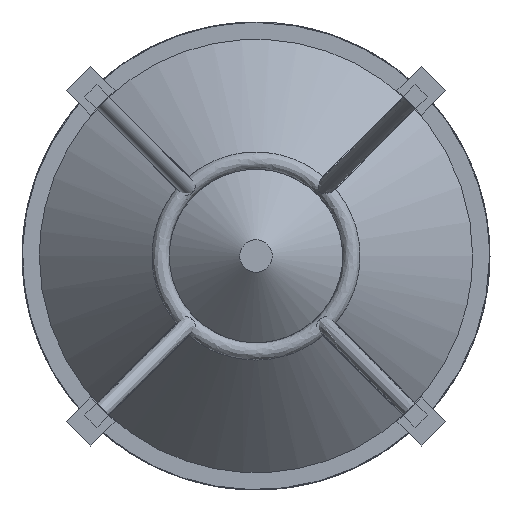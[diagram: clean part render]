
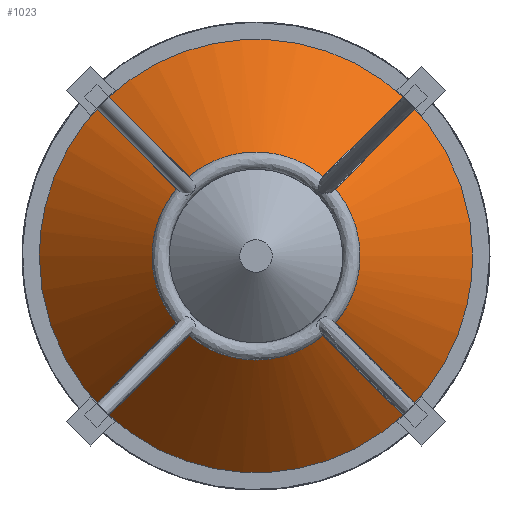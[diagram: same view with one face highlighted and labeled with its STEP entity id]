
A CAD part, front view. The second image highlights one B-rep face of the part: STEP entity #1023.
In plain terms, the highlighted free-form (B-spline) face has degree [2, 1] with [9, 2] control points.
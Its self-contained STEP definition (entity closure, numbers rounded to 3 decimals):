
#184 = EDGE_CURVE('',#185,#187,#189,.T.);
#185 = VERTEX_POINT('',#186);
#186 = CARTESIAN_POINT('',(579.885,649.471,0.));
#187 = VERTEX_POINT('',#188);
#188 = CARTESIAN_POINT('',(-579.885,649.471,
    0.));
#189 = ( BOUNDED_CURVE() B_SPLINE_CURVE(2,(#190,#191,#192,#193,#194),
.UNSPECIFIED.,.F.,.F.) B_SPLINE_CURVE_WITH_KNOTS((3,2,3),(0.,
1.571,3.142),.PIECEWISE_BEZIER_KNOTS.) CURVE() 
GEOMETRIC_REPRESENTATION_ITEM() RATIONAL_B_SPLINE_CURVE((1.,
0.707,1.,0.707,1.)) REPRESENTATION_ITEM('') );
#190 = CARTESIAN_POINT('',(579.885,649.471,0.));
#191 = CARTESIAN_POINT('',(579.885,649.471,
    579.885));
#192 = CARTESIAN_POINT('',(0.,649.471,
    579.885));
#193 = CARTESIAN_POINT('',(-579.885,649.471,
    579.885));
#194 = CARTESIAN_POINT('',(-579.885,649.471,
    0.));
#196 = EDGE_CURVE('',#187,#185,#197,.T.);
#197 = ( BOUNDED_CURVE() B_SPLINE_CURVE(2,(#198,#199,#200,#201,#202),
.UNSPECIFIED.,.F.,.F.) B_SPLINE_CURVE_WITH_KNOTS((3,2,3),(3.142,
4.712,6.283),.PIECEWISE_BEZIER_KNOTS.) CURVE() 
GEOMETRIC_REPRESENTATION_ITEM() RATIONAL_B_SPLINE_CURVE((1.,
0.707,1.,0.707,1.)) REPRESENTATION_ITEM('') );
#198 = CARTESIAN_POINT('',(-579.885,649.471,
    0.));
#199 = CARTESIAN_POINT('',(-579.885,649.471,
    -579.885));
#200 = CARTESIAN_POINT('',(0.,649.471,
    -579.885));
#201 = CARTESIAN_POINT('',(579.885,649.471,
    -579.885));
#202 = CARTESIAN_POINT('',(579.885,649.471,
    0.));
#862 = VERTEX_POINT('',#863);
#863 = CARTESIAN_POINT('',(-238.748,308.334,
    0.));
#864 = VERTEX_POINT('',#865);
#865 = CARTESIAN_POINT('',(0.,308.334,
    238.748));
#1023 = ADVANCED_FACE('',(#1024),#1048,.T.);
#1024 = FACE_BOUND('',#1025,.T.);
#1025 = EDGE_LOOP('',(#1026,#1034,#1039,#1040,#1041,#1042));
#1026 = ORIENTED_EDGE('',*,*,#1027,.F.);
#1027 = EDGE_CURVE('',#862,#864,#1028,.T.);
#1028 = ( BOUNDED_CURVE() B_SPLINE_CURVE(2,(#1029,#1030,#1031,#1032,
#1033),.UNSPECIFIED.,.F.,.F.) B_SPLINE_CURVE_WITH_KNOTS((3,2,3),(
    3.142,5.498,7.854),
.PIECEWISE_BEZIER_KNOTS.) CURVE() GEOMETRIC_REPRESENTATION_ITEM() 
RATIONAL_B_SPLINE_CURVE((1.,0.383,1.,0.383,1.)) 
REPRESENTATION_ITEM('') );
#1029 = CARTESIAN_POINT('',(-238.748,308.334,
    0.));
#1030 = CARTESIAN_POINT('',(-238.748,308.334,
    -576.388));
#1031 = CARTESIAN_POINT('',(168.82,308.334,
    -168.82));
#1032 = CARTESIAN_POINT('',(576.388,308.334,
    238.748));
#1033 = CARTESIAN_POINT('',(0.,308.334,
    238.748));
#1034 = ORIENTED_EDGE('',*,*,#1035,.T.);
#1035 = EDGE_CURVE('',#862,#187,#1036,.T.);
#1036 = B_SPLINE_CURVE_WITH_KNOTS('',1,(#1037,#1038),.UNSPECIFIED.,.F.,
  .F.,(2,2),(-203.848,212.132),.PIECEWISE_BEZIER_KNOTS.);
#1037 = CARTESIAN_POINT('',(-238.748,308.334,
    0.));
#1038 = CARTESIAN_POINT('',(-579.885,649.471,
    0.));
#1039 = ORIENTED_EDGE('',*,*,#196,.T.);
#1040 = ORIENTED_EDGE('',*,*,#184,.T.);
#1041 = ORIENTED_EDGE('',*,*,#1035,.F.);
#1042 = ORIENTED_EDGE('',*,*,#1043,.F.);
#1043 = EDGE_CURVE('',#864,#862,#1044,.T.);
#1044 = ( BOUNDED_CURVE() B_SPLINE_CURVE(2,(#1045,#1046,#1047),
.UNSPECIFIED.,.F.,.F.) B_SPLINE_CURVE_WITH_KNOTS((3,3),(1.571,
3.142),.PIECEWISE_BEZIER_KNOTS.) CURVE() 
GEOMETRIC_REPRESENTATION_ITEM() RATIONAL_B_SPLINE_CURVE((1.,
0.707,1.)) REPRESENTATION_ITEM('') );
#1045 = CARTESIAN_POINT('',(0.,308.334,
    238.748));
#1046 = CARTESIAN_POINT('',(-238.748,308.334,
    238.748));
#1047 = CARTESIAN_POINT('',(-238.748,308.334,
    0.));
#1048 = ( BOUNDED_SURFACE() B_SPLINE_SURFACE(2,1,(
    (#1049,#1050)
    ,(#1051,#1052)
    ,(#1053,#1054)
    ,(#1055,#1056)
    ,(#1057,#1058)
    ,(#1059,#1060)
    ,(#1061,#1062)
    ,(#1063,#1064)
    ,(#1065,#1066
)),.UNSPECIFIED.,.T.,.F.,.F.) B_SPLINE_SURFACE_WITH_KNOTS((3,2,2,2,3),(2
    ,2),(3.142,4.189,6.283,8.378,
    9.425),(-203.848,212.132),.UNSPECIFIED.) 
GEOMETRIC_REPRESENTATION_ITEM() RATIONAL_B_SPLINE_SURFACE((
    (0.75,0.75)
    ,(0.75,0.75)
    ,(1.,1.)
    ,(0.5,0.5)
    ,(1.,1.)
    ,(0.5,0.5)
    ,(1.,1.)
    ,(0.75,0.75)
,(0.75,0.75))) REPRESENTATION_ITEM('') SURFACE() );
#1049 = CARTESIAN_POINT('',(-238.748,308.334,0.));
#1050 = CARTESIAN_POINT('',(-579.885,649.471,
    0.));
#1051 = CARTESIAN_POINT('',(-238.748,308.334,
    137.841));
#1052 = CARTESIAN_POINT('',(-579.885,649.471,
    334.797));
#1053 = CARTESIAN_POINT('',(-119.374,308.334,
    206.762));
#1054 = CARTESIAN_POINT('',(-289.943,649.471,
    502.195));
#1055 = CARTESIAN_POINT('',(238.748,308.334,
    413.523));
#1056 = CARTESIAN_POINT('',(579.885,649.471,
    1004.391));
#1057 = CARTESIAN_POINT('',(238.748,308.334,0.));
#1058 = CARTESIAN_POINT('',(579.885,649.471,0.));
#1059 = CARTESIAN_POINT('',(238.748,308.334,
    -413.523));
#1060 = CARTESIAN_POINT('',(579.885,649.471,
    -1004.391));
#1061 = CARTESIAN_POINT('',(-119.374,308.334,
    -206.762));
#1062 = CARTESIAN_POINT('',(-289.943,649.471,
    -502.195));
#1063 = CARTESIAN_POINT('',(-238.748,308.334,
    -137.841));
#1064 = CARTESIAN_POINT('',(-579.885,649.471,
    -334.797));
#1065 = CARTESIAN_POINT('',(-238.748,308.334,0.));
#1066 = CARTESIAN_POINT('',(-579.885,649.471,
    0.));
